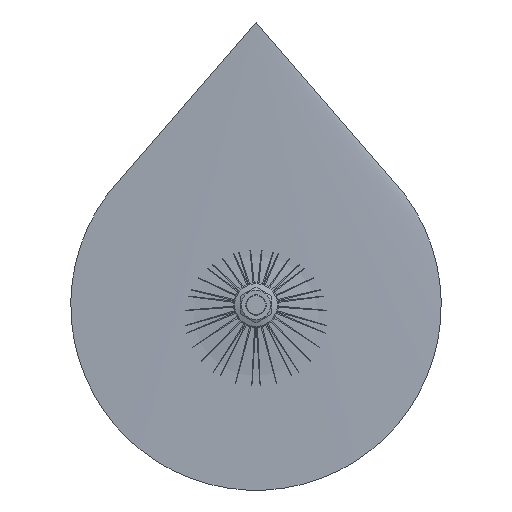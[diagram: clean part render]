
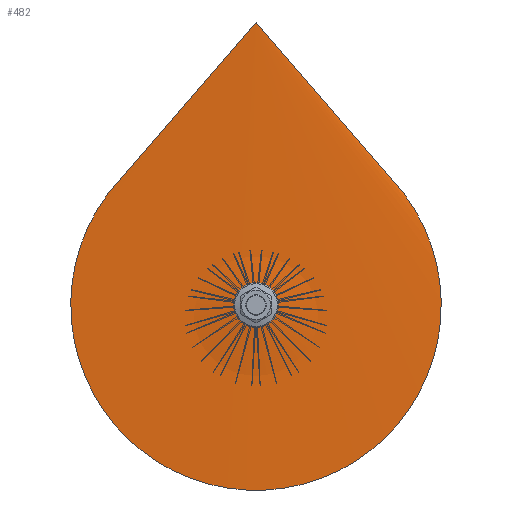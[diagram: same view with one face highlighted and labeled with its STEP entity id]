
A CAD part, left-side view. The second image highlights one B-rep face of the part: STEP entity #482.
In plain terms, the highlighted toroidal (fillet/blend) face has major radius 68.367 mm and minor radius 521.583 mm.
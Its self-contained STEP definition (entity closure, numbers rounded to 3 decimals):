
#267 = AXIS2_PLACEMENT_3D ( 'NONE', #1566, #429, #1751 ) ;
#429 = DIRECTION ( 'NONE',  ( -1., 0., 0. ) ) ;
#482 = ADVANCED_FACE ( 'NONE', ( #534 ), #527, .T. ) ;
#527 = TOROIDAL_SURFACE ( 'NONE', #1265, -68.367, 521.583 ) ;
#534 = FACE_OUTER_BOUND ( 'NONE', #807, .T. ) ;
#807 = EDGE_LOOP ( 'NONE', ( #1996 ) ) ;
#1265 = AXIS2_PLACEMENT_3D ( 'NONE', #2289, #2319, #2282 ) ;
#1283 = VERTEX_POINT ( 'NONE', #1797 ) ;
#1566 = CARTESIAN_POINT ( 'NONE',  ( 54.798, 0., 0.8 ) ) ;
#1751 = DIRECTION ( 'NONE',  ( 0., 0., 1. ) ) ;
#1797 = CARTESIAN_POINT ( 'NONE',  ( 54.798, 0., 5.913 ) ) ;
#1996 = ORIENTED_EDGE ( 'NONE', *, *, #2294, .F. ) ;
#2141 = CIRCLE ( 'NONE', #267, 5.113 ) ;
#2282 = DIRECTION ( 'NONE',  ( 0., 0., 1. ) ) ;
#2289 = CARTESIAN_POINT ( 'NONE',  ( -461.583, 0., 0.8 ) ) ;
#2294 = EDGE_CURVE ( 'NONE', #1283, #1283, #2141, .T. ) ;
#2319 = DIRECTION ( 'NONE',  ( -1., 0., 0. ) ) ;
